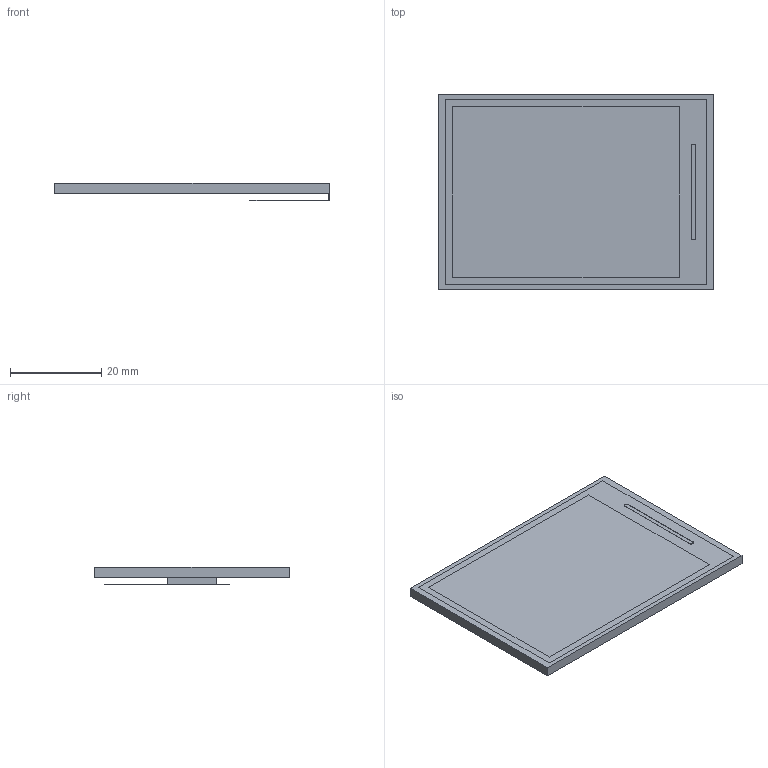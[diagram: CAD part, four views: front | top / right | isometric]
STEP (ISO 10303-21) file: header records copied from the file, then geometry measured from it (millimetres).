
FILE_DESCRIPTION(('FreeCAD Model'),'2;1');
FILE_NAME('Open CASCADE Shape Model','2023-01-20T14:25:27',(''),(''), 'Open CASCADE STEP processor 7.6','FreeCAD','Unknown');
FILE_SCHEMA(('AUTOMOTIVE_DESIGN { 1 0 10303 214 1 1 1 1 }'));
Length unit declared in the file: millimetre
Products named in the file (1): Fillet003
Bounding box: 60.26 x 42.72 x 3.9 mm (x, y, z)
Volume: 5698.4 mm3; surface area: 6353.4 mm2
Topology: 1 solids, 1 shells, 41 faces, 104 edges, 69 vertices
Faces by surface type: plane 33, cylinder 8
Entity records: 2803 total; most frequent: CARTESIAN_POINT 459, DIRECTION 406, LINE 280, VECTOR 280, ORIENTED_EDGE 208, PCURVE 208, DEFINITIONAL_REPRESENTATION 208, EDGE_CURVE 104
